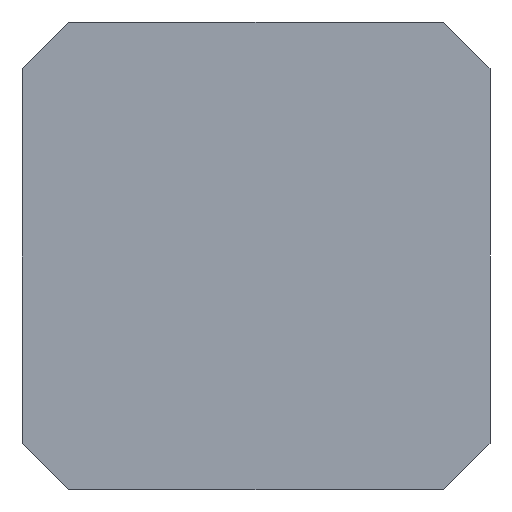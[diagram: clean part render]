
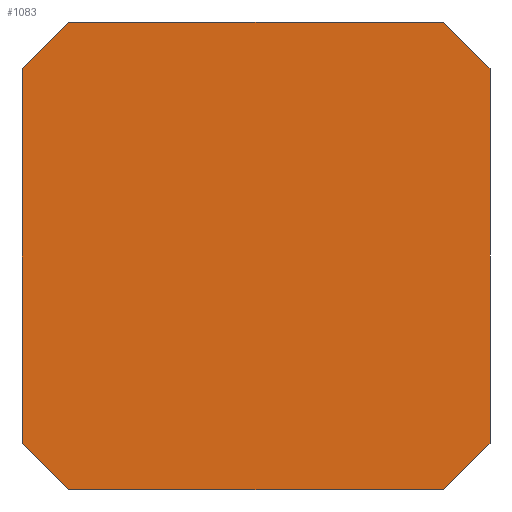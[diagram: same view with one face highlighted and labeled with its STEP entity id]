
A CAD part, front view. The second image highlights one B-rep face of the part: STEP entity #1083.
In plain terms, the highlighted planar face has unit normal (0, -1, 0).
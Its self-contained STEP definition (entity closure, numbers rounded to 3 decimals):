
#10 = LINE ( 'NONE', #1322, #840 ) ;
#13 = CARTESIAN_POINT ( 'NONE',  ( 42., -50., -37.8 ) ) ;
#40 = ORIENTED_EDGE ( 'NONE', *, *, #549, .T. ) ;
#56 = EDGE_CURVE ( 'NONE', #530, #1193, #174, .T. ) ;
#64 = VECTOR ( 'NONE', #179, 1000. ) ;
#102 = CARTESIAN_POINT ( 'NONE',  ( 0., -50., -4.2 ) ) ;
#124 = VERTEX_POINT ( 'NONE', #1025 ) ;
#143 = EDGE_CURVE ( 'NONE', #1395, #124, #10, .T. ) ;
#161 = EDGE_CURVE ( 'NONE', #543, #530, #1241, .T. ) ;
#174 = LINE ( 'NONE', #102, #754 ) ;
#179 = DIRECTION ( 'NONE',  ( -0.707, 0., 0.707 ) ) ;
#210 = DIRECTION ( 'NONE',  ( 0., 1., 0. ) ) ;
#250 = FACE_OUTER_BOUND ( 'NONE', #836, .T. ) ;
#270 = EDGE_CURVE ( 'NONE', #124, #1125, #632, .T. ) ;
#298 = ORIENTED_EDGE ( 'NONE', *, *, #576, .T. ) ;
#318 = DIRECTION ( 'NONE',  ( 0., 0., 1. ) ) ;
#332 = VECTOR ( 'NONE', #880, 1000. ) ;
#342 = CARTESIAN_POINT ( 'NONE',  ( 0., -50., -4.2 ) ) ;
#345 = ORIENTED_EDGE ( 'NONE', *, *, #56, .T. ) ;
#365 = VECTOR ( 'NONE', #659, 1000. ) ;
#388 = CARTESIAN_POINT ( 'NONE',  ( 42., -50., -37.8 ) ) ;
#466 = DIRECTION ( 'NONE',  ( 1., 0., 0. ) ) ;
#526 = CARTESIAN_POINT ( 'NONE',  ( 4.2, -50., 0. ) ) ;
#528 = LINE ( 'NONE', #561, #1084 ) ;
#530 = VERTEX_POINT ( 'NONE', #1204 ) ;
#543 = VERTEX_POINT ( 'NONE', #997 ) ;
#547 = CARTESIAN_POINT ( 'NONE',  ( 42., -50., -4.2 ) ) ;
#549 = EDGE_CURVE ( 'NONE', #1033, #975, #912, .T. ) ;
#556 = VECTOR ( 'NONE', #693, 1000. ) ;
#561 = CARTESIAN_POINT ( 'NONE',  ( 0., -50., -37.8 ) ) ;
#576 = EDGE_CURVE ( 'NONE', #1125, #1033, #613, .T. ) ;
#595 = ORIENTED_EDGE ( 'NONE', *, *, #270, .T. ) ;
#613 = LINE ( 'NONE', #13, #365 ) ;
#632 = LINE ( 'NONE', #893, #678 ) ;
#640 = LINE ( 'NONE', #1153, #64 ) ;
#659 = DIRECTION ( 'NONE',  ( 0.707, 0., 0.707 ) ) ;
#678 = VECTOR ( 'NONE', #466, 1000. ) ;
#693 = DIRECTION ( 'NONE',  ( -1., 0., 0. ) ) ;
#754 = VECTOR ( 'NONE', #1085, 1000. ) ;
#836 = EDGE_LOOP ( 'NONE', ( #1027, #1219, #595, #298, #40, #1369, #1134, #345 ) ) ;
#840 = VECTOR ( 'NONE', #1102, 1000. ) ;
#880 = DIRECTION ( 'NONE',  ( 0., 0., 1. ) ) ;
#893 = CARTESIAN_POINT ( 'NONE',  ( 37.8, -50., -42. ) ) ;
#912 = LINE ( 'NONE', #547, #332 ) ;
#952 = CARTESIAN_POINT ( 'NONE',  ( 42., -50., -4.2 ) ) ;
#970 = CARTESIAN_POINT ( 'NONE',  ( 0., -50., 0. ) ) ;
#975 = VERTEX_POINT ( 'NONE', #952 ) ;
#997 = CARTESIAN_POINT ( 'NONE',  ( 37.8, -50., 0. ) ) ;
#1010 = CARTESIAN_POINT ( 'NONE',  ( 37.8, -50., -42. ) ) ;
#1025 = CARTESIAN_POINT ( 'NONE',  ( 4.2, -50., -42. ) ) ;
#1027 = ORIENTED_EDGE ( 'NONE', *, *, #1116, .T. ) ;
#1033 = VERTEX_POINT ( 'NONE', #388 ) ;
#1041 = EDGE_CURVE ( 'NONE', #975, #543, #640, .T. ) ;
#1083 = ADVANCED_FACE ( 'NONE', ( #250 ), #1409, .F. ) ;
#1084 = VECTOR ( 'NONE', #1094, 1000. ) ;
#1085 = DIRECTION ( 'NONE',  ( -0.707, 0., -0.707 ) ) ;
#1094 = DIRECTION ( 'NONE',  ( 0., 0., -1. ) ) ;
#1102 = DIRECTION ( 'NONE',  ( 0.707, 0., -0.707 ) ) ;
#1116 = EDGE_CURVE ( 'NONE', #1193, #1395, #528, .T. ) ;
#1125 = VERTEX_POINT ( 'NONE', #1010 ) ;
#1134 = ORIENTED_EDGE ( 'NONE', *, *, #161, .T. ) ;
#1153 = CARTESIAN_POINT ( 'NONE',  ( 37.8, -50., 0. ) ) ;
#1166 = CARTESIAN_POINT ( 'NONE',  ( 0., -50., -37.8 ) ) ;
#1193 = VERTEX_POINT ( 'NONE', #342 ) ;
#1204 = CARTESIAN_POINT ( 'NONE',  ( 4.2, -50., 0. ) ) ;
#1219 = ORIENTED_EDGE ( 'NONE', *, *, #143, .T. ) ;
#1241 = LINE ( 'NONE', #526, #556 ) ;
#1322 = CARTESIAN_POINT ( 'NONE',  ( 4.2, -50., -42. ) ) ;
#1369 = ORIENTED_EDGE ( 'NONE', *, *, #1041, .T. ) ;
#1389 = AXIS2_PLACEMENT_3D ( 'NONE', #970, #210, #318 ) ;
#1395 = VERTEX_POINT ( 'NONE', #1166 ) ;
#1409 = PLANE ( 'NONE',  #1389 ) ;
